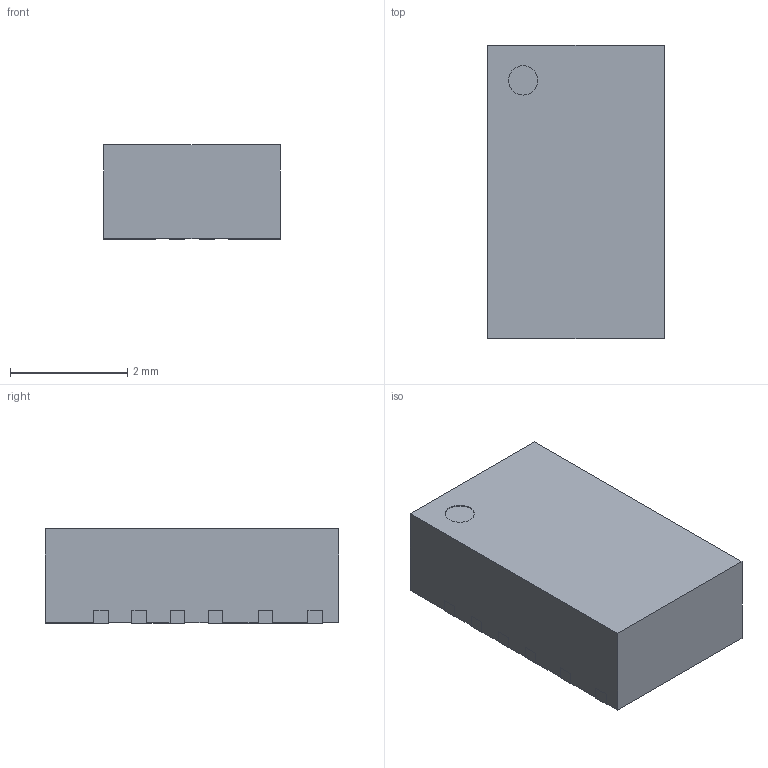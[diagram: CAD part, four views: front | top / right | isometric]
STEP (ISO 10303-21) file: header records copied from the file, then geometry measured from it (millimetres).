
FILE_DESCRIPTION(('FreeCAD Model'),'2;1');
FILE_NAME('Open CASCADE Shape Model','2021-06-17T16:32:40',( 'kicad StepUp'),('ksu MCAD'),'Open CASCADE STEP processor 7.5', 'FreeCAD','Unknown');
FILE_SCHEMA(('AUTOMOTIVE_DESIGN { 1 0 10303 214 1 1 1 1 }'));
Length unit declared in the file: millimetre
Products named in the file (2): MPM3606; Open CASCADE STEP translator 7.5 1.1
Assembly tree (1 placements, depth 2):
  MPM3606
    Open CASCADE STEP translator 7.5 1.1
Bounding box: 3 x 5 x 1.61 mm (x, y, z)
Volume: 24 mm3; surface area: 56 mm2
Topology: 1 solids, 1 shells, 162 faces, 471 edges, 314 vertices
Faces by surface type: plane 126, cylinder 36
Entity records: 5335 total; most frequent: CARTESIAN_POINT 949, ORIENTED_EDGE 942, DIRECTION 871, EDGE_CURVE 471, LINE 399, VECTOR 399, VERTEX_POINT 314, AXIS2_PLACEMENT_3D 236
